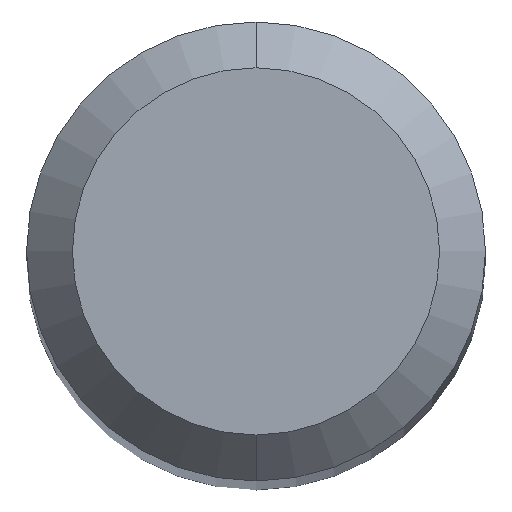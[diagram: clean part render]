
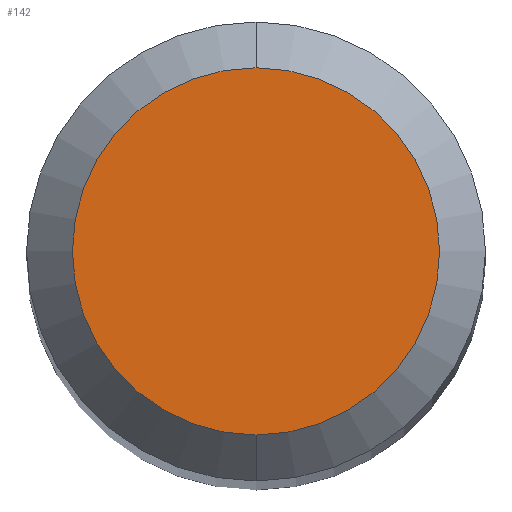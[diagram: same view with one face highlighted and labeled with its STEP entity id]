
A CAD part, top view. The second image highlights one B-rep face of the part: STEP entity #142.
In plain terms, the highlighted planar face has unit normal (0, 0, 1).
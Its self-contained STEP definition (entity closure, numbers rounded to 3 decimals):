
#96=VERTEX_POINT('',#234);
#142=ADVANCED_FACE('',(#285),#286,.T.);
#160=EDGE_CURVE('',#192,#96,#306,.T.);
#164=EDGE_CURVE('',#96,#192,#311,.T.);
#192=VERTEX_POINT('',#344);
#234=CARTESIAN_POINT('',(0.,-1.2,0.0));
#285=FACE_OUTER_BOUND('',#444,.T.);
#286=PLANE('',#445);
#306=CIRCLE('',#470,1.2);
#311=CIRCLE('',#476,1.2);
#344=CARTESIAN_POINT('',(0.0,1.2,0.0));
#444=EDGE_LOOP('',(#612,#613));
#445=AXIS2_PLACEMENT_3D('',#614,#615,#616);
#470=AXIS2_PLACEMENT_3D('',#638,#639,#640);
#476=AXIS2_PLACEMENT_3D('',#649,#650,#651);
#612=ORIENTED_EDGE('',*,*,#160,.F.);
#613=ORIENTED_EDGE('',*,*,#164,.F.);
#614=CARTESIAN_POINT('',(0.0,0.6,0.0));
#615=DIRECTION('',(-0.0,0.0,1.0));
#616=DIRECTION('',(0.0,-1.0,0.0));
#638=CARTESIAN_POINT('',(0.0,0.0,0.0));
#639=DIRECTION('',(0.0,0.0,-1.0));
#640=DIRECTION('',(0.0,1.0,0.0));
#649=CARTESIAN_POINT('',(0.0,0.0,0.0));
#650=DIRECTION('',(0.0,0.0,-1.0));
#651=DIRECTION('',(0.0,1.0,0.0));
